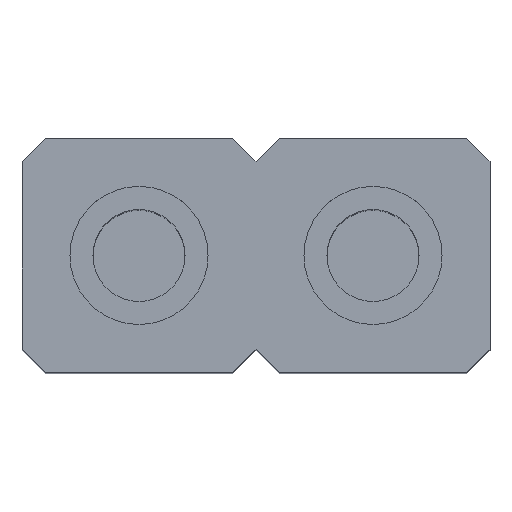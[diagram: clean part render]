
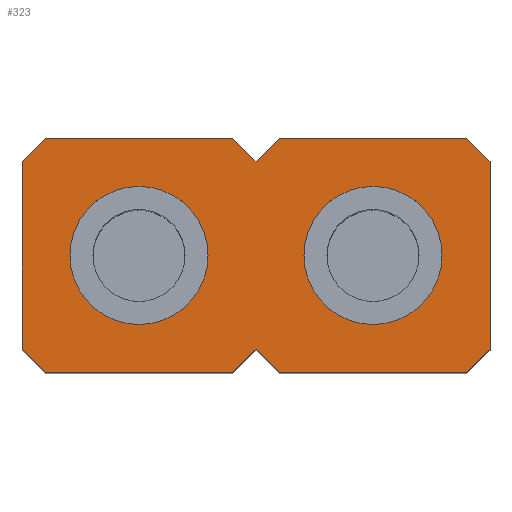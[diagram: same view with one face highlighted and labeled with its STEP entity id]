
A CAD part, top view. The second image highlights one B-rep face of the part: STEP entity #323.
In plain terms, the highlighted planar face has unit normal (0, 0, 1).
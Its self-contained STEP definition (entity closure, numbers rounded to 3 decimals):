
#142 = EDGE_CURVE('',#143,#145,#147,.T.);
#143 = VERTEX_POINT('',#144);
#144 = CARTESIAN_POINT('',(-1.27,1.02,7.));
#145 = VERTEX_POINT('',#146);
#146 = CARTESIAN_POINT('',(-1.27,-1.02,7.));
#147 = LINE('',#148,#149);
#148 = CARTESIAN_POINT('',(-1.27,2.514,7.));
#149 = VECTOR('',#150,1.);
#150 = DIRECTION('',(0.,-1.,0.));
#240 = VERTEX_POINT('',#241);
#241 = CARTESIAN_POINT('',(3.81,1.02,7.));
#247 = EDGE_CURVE('',#240,#248,#250,.T.);
#248 = VERTEX_POINT('',#249);
#249 = CARTESIAN_POINT('',(3.81,-1.02,7.));
#250 = LINE('',#251,#252);
#251 = CARTESIAN_POINT('',(3.81,1.27,7.));
#252 = VECTOR('',#253,1.);
#253 = DIRECTION('',(0.,-1.,0.));
#323 = ADVANCED_FACE('',(#324,#420,#431),#442,.F.);
#324 = FACE_BOUND('',#325,.F.);
#325 = EDGE_LOOP('',(#326,#327,#335,#343,#351,#359,#367,#373,#374,#382,
    #390,#398,#406,#414));
#326 = ORIENTED_EDGE('',*,*,#142,.F.);
#327 = ORIENTED_EDGE('',*,*,#328,.T.);
#328 = EDGE_CURVE('',#143,#329,#331,.T.);
#329 = VERTEX_POINT('',#330);
#330 = CARTESIAN_POINT('',(-1.02,1.27,7.));
#331 = LINE('',#332,#333);
#332 = CARTESIAN_POINT('',(-1.27,1.02,7.));
#333 = VECTOR('',#334,1.);
#334 = DIRECTION('',(0.707,0.707,0.));
#335 = ORIENTED_EDGE('',*,*,#336,.T.);
#336 = EDGE_CURVE('',#329,#337,#339,.T.);
#337 = VERTEX_POINT('',#338);
#338 = CARTESIAN_POINT('',(1.02,1.27,7.));
#339 = LINE('',#340,#341);
#340 = CARTESIAN_POINT('',(-3.81,1.27,7.));
#341 = VECTOR('',#342,1.);
#342 = DIRECTION('',(1.,0.,0.));
#343 = ORIENTED_EDGE('',*,*,#344,.F.);
#344 = EDGE_CURVE('',#345,#337,#347,.T.);
#345 = VERTEX_POINT('',#346);
#346 = CARTESIAN_POINT('',(1.27,1.02,7.));
#347 = LINE('',#348,#349);
#348 = CARTESIAN_POINT('',(1.27,1.02,7.));
#349 = VECTOR('',#350,1.);
#350 = DIRECTION('',(-0.707,0.707,0.));
#351 = ORIENTED_EDGE('',*,*,#352,.F.);
#352 = EDGE_CURVE('',#353,#345,#355,.T.);
#353 = VERTEX_POINT('',#354);
#354 = CARTESIAN_POINT('',(1.52,1.27,7.));
#355 = LINE('',#356,#357);
#356 = CARTESIAN_POINT('',(1.52,1.27,7.));
#357 = VECTOR('',#358,1.);
#358 = DIRECTION('',(-0.707,-0.707,0.));
#359 = ORIENTED_EDGE('',*,*,#360,.T.);
#360 = EDGE_CURVE('',#353,#361,#363,.T.);
#361 = VERTEX_POINT('',#362);
#362 = CARTESIAN_POINT('',(3.56,1.27,7.));
#363 = LINE('',#364,#365);
#364 = CARTESIAN_POINT('',(-3.81,1.27,7.));
#365 = VECTOR('',#366,1.);
#366 = DIRECTION('',(1.,0.,0.));
#367 = ORIENTED_EDGE('',*,*,#368,.F.);
#368 = EDGE_CURVE('',#240,#361,#369,.T.);
#369 = LINE('',#370,#371);
#370 = CARTESIAN_POINT('',(3.81,1.02,7.));
#371 = VECTOR('',#372,1.);
#372 = DIRECTION('',(-0.707,0.707,0.));
#373 = ORIENTED_EDGE('',*,*,#247,.T.);
#374 = ORIENTED_EDGE('',*,*,#375,.T.);
#375 = EDGE_CURVE('',#248,#376,#378,.T.);
#376 = VERTEX_POINT('',#377);
#377 = CARTESIAN_POINT('',(3.56,-1.27,7.));
#378 = LINE('',#379,#380);
#379 = CARTESIAN_POINT('',(3.81,-1.02,7.));
#380 = VECTOR('',#381,1.);
#381 = DIRECTION('',(-0.707,-0.707,0.));
#382 = ORIENTED_EDGE('',*,*,#383,.T.);
#383 = EDGE_CURVE('',#376,#384,#386,.T.);
#384 = VERTEX_POINT('',#385);
#385 = CARTESIAN_POINT('',(1.52,-1.27,7.));
#386 = LINE('',#387,#388);
#387 = CARTESIAN_POINT('',(3.81,-1.27,7.));
#388 = VECTOR('',#389,1.);
#389 = DIRECTION('',(-1.,0.,0.));
#390 = ORIENTED_EDGE('',*,*,#391,.T.);
#391 = EDGE_CURVE('',#384,#392,#394,.T.);
#392 = VERTEX_POINT('',#393);
#393 = CARTESIAN_POINT('',(1.27,-1.02,7.));
#394 = LINE('',#395,#396);
#395 = CARTESIAN_POINT('',(1.52,-1.27,7.));
#396 = VECTOR('',#397,1.);
#397 = DIRECTION('',(-0.707,0.707,0.));
#398 = ORIENTED_EDGE('',*,*,#399,.T.);
#399 = EDGE_CURVE('',#392,#400,#402,.T.);
#400 = VERTEX_POINT('',#401);
#401 = CARTESIAN_POINT('',(1.02,-1.27,7.));
#402 = LINE('',#403,#404);
#403 = CARTESIAN_POINT('',(1.27,-1.02,7.));
#404 = VECTOR('',#405,1.);
#405 = DIRECTION('',(-0.707,-0.707,0.));
#406 = ORIENTED_EDGE('',*,*,#407,.T.);
#407 = EDGE_CURVE('',#400,#408,#410,.T.);
#408 = VERTEX_POINT('',#409);
#409 = CARTESIAN_POINT('',(-1.02,-1.27,7.));
#410 = LINE('',#411,#412);
#411 = CARTESIAN_POINT('',(3.81,-1.27,7.));
#412 = VECTOR('',#413,1.);
#413 = DIRECTION('',(-1.,0.,0.));
#414 = ORIENTED_EDGE('',*,*,#415,.F.);
#415 = EDGE_CURVE('',#145,#408,#416,.T.);
#416 = LINE('',#417,#418);
#417 = CARTESIAN_POINT('',(-1.27,-1.02,7.));
#418 = VECTOR('',#419,1.);
#419 = DIRECTION('',(0.707,-0.707,0.));
#420 = FACE_BOUND('',#421,.F.);
#421 = EDGE_LOOP('',(#422));
#422 = ORIENTED_EDGE('',*,*,#423,.T.);
#423 = EDGE_CURVE('',#424,#424,#426,.T.);
#424 = VERTEX_POINT('',#425);
#425 = CARTESIAN_POINT('',(3.29,0.,7.));
#426 = CIRCLE('',#427,0.75);
#427 = AXIS2_PLACEMENT_3D('',#428,#429,#430);
#428 = CARTESIAN_POINT('',(2.54,0.,7.));
#429 = DIRECTION('',(0.,0.,1.));
#430 = DIRECTION('',(1.,0.,0.));
#431 = FACE_BOUND('',#432,.F.);
#432 = EDGE_LOOP('',(#433));
#433 = ORIENTED_EDGE('',*,*,#434,.T.);
#434 = EDGE_CURVE('',#435,#435,#437,.T.);
#435 = VERTEX_POINT('',#436);
#436 = CARTESIAN_POINT('',(0.75,0.,7.));
#437 = CIRCLE('',#438,0.75);
#438 = AXIS2_PLACEMENT_3D('',#439,#440,#441);
#439 = CARTESIAN_POINT('',(0.,0.,7.));
#440 = DIRECTION('',(0.,0.,1.));
#441 = DIRECTION('',(1.,0.,0.));
#442 = PLANE('',#443);
#443 = AXIS2_PLACEMENT_3D('',#444,#445,#446);
#444 = CARTESIAN_POINT('',(0.,0.,7.));
#445 = DIRECTION('',(-0.,-0.,-1.));
#446 = DIRECTION('',(-1.,0.,0.));
